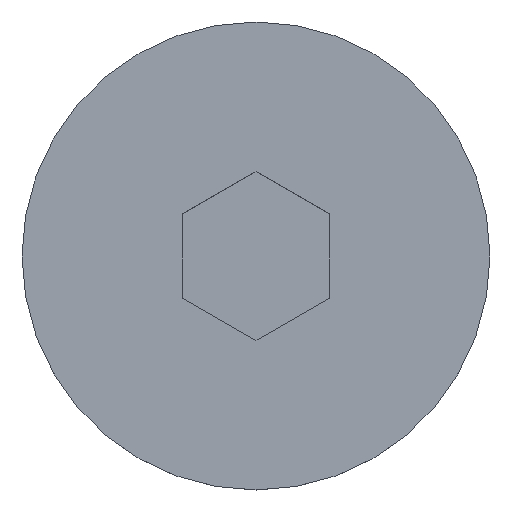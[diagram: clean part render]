
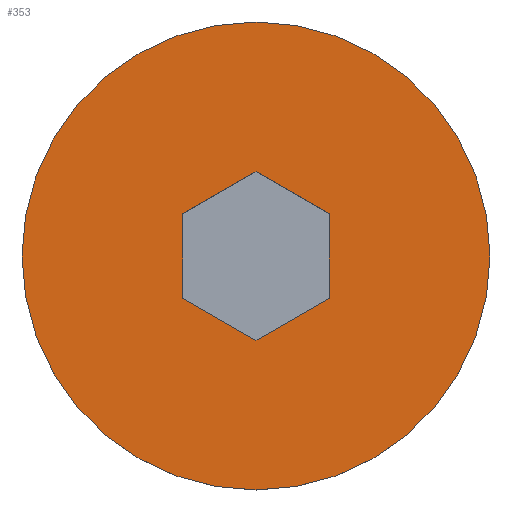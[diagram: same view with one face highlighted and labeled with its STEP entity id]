
A CAD part, top view. The second image highlights one B-rep face of the part: STEP entity #353.
In plain terms, the highlighted planar face has unit normal (0, 0, 1).
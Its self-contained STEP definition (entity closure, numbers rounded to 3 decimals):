
#1 = EDGE_LOOP ( 'NONE', ( #381, #221 ) ) ;
#7 = EDGE_CURVE ( 'NONE', #28, #499, #9, .T. ) ;
#9 = LINE ( 'NONE', #250, #422 ) ;
#13 = VECTOR ( 'NONE', #273, 1000. ) ;
#14 = PLANE ( 'NONE',  #461 ) ;
#18 = EDGE_LOOP ( 'NONE', ( #505, #21, #319, #497, #141, #110 ) ) ;
#21 = ORIENTED_EDGE ( 'NONE', *, *, #184, .T. ) ;
#22 = CARTESIAN_POINT ( 'NONE',  ( -1.25, 0.722, 0. ) ) ;
#24 = AXIS2_PLACEMENT_3D ( 'NONE', #69, #217, #100 ) ;
#28 = VERTEX_POINT ( 'NONE', #156 ) ;
#29 = AXIS2_PLACEMENT_3D ( 'NONE', #164, #208, #247 ) ;
#32 = CARTESIAN_POINT ( 'NONE',  ( 1.25, -0.722, 0. ) ) ;
#45 = VERTEX_POINT ( 'NONE', #160 ) ;
#61 = DIRECTION ( 'NONE',  ( 0.866, 0.5, 0. ) ) ;
#69 = CARTESIAN_POINT ( 'NONE',  ( 0., 0., 0. ) ) ;
#71 = VERTEX_POINT ( 'NONE', #201 ) ;
#73 = VERTEX_POINT ( 'NONE', #330 ) ;
#76 = EDGE_CURVE ( 'NONE', #294, #376, #289, .T. ) ;
#78 = FACE_OUTER_BOUND ( 'NONE', #1, .T. ) ;
#87 = EDGE_CURVE ( 'NONE', #45, #246, #209, .T. ) ;
#93 = VECTOR ( 'NONE', #61, 1000. ) ;
#99 = EDGE_CURVE ( 'NONE', #73, #28, #244, .T. ) ;
#100 = DIRECTION ( 'NONE',  ( 1., 0., 0. ) ) ;
#105 = LINE ( 'NONE', #32, #155 ) ;
#108 = LINE ( 'NONE', #426, #93 ) ;
#110 = ORIENTED_EDGE ( 'NONE', *, *, #99, .T. ) ;
#112 = CARTESIAN_POINT ( 'NONE',  ( -1.25, -0.722, 0. ) ) ;
#113 = DIRECTION ( 'NONE',  ( 1., 0., 0. ) ) ;
#116 = EDGE_CURVE ( 'NONE', #376, #294, #375, .T. ) ;
#136 = CARTESIAN_POINT ( 'NONE',  ( 1.25, -0.722, 0. ) ) ;
#141 = ORIENTED_EDGE ( 'NONE', *, *, #478, .T. ) ;
#155 = VECTOR ( 'NONE', #306, 1000. ) ;
#156 = CARTESIAN_POINT ( 'NONE',  ( 1.25, 0.722, 0. ) ) ;
#160 = CARTESIAN_POINT ( 'NONE',  ( -1.25, -0.722, 0. ) ) ;
#164 = CARTESIAN_POINT ( 'NONE',  ( 0., 0., 0. ) ) ;
#169 = VECTOR ( 'NONE', #328, 1000. ) ;
#184 = EDGE_CURVE ( 'NONE', #499, #71, #105, .T. ) ;
#193 = CARTESIAN_POINT ( 'NONE',  ( 4., 0., 0. ) ) ;
#201 = CARTESIAN_POINT ( 'NONE',  ( 0., -1.443, 0. ) ) ;
#208 = DIRECTION ( 'NONE',  ( 0., 0., -1. ) ) ;
#209 = LINE ( 'NONE', #22, #169 ) ;
#212 = EDGE_CURVE ( 'NONE', #71, #45, #219, .T. ) ;
#217 = DIRECTION ( 'NONE',  ( 0., 0., -1. ) ) ;
#219 = LINE ( 'NONE', #112, #365 ) ;
#221 = ORIENTED_EDGE ( 'NONE', *, *, #76, .F. ) ;
#227 = CARTESIAN_POINT ( 'NONE',  ( -4., 0., 0. ) ) ;
#244 = LINE ( 'NONE', #494, #13 ) ;
#246 = VERTEX_POINT ( 'NONE', #358 ) ;
#247 = DIRECTION ( 'NONE',  ( 1., 0., 0. ) ) ;
#250 = CARTESIAN_POINT ( 'NONE',  ( 1.25, -0.722, 0. ) ) ;
#273 = DIRECTION ( 'NONE',  ( 0.866, -0.5, 0. ) ) ;
#289 = CIRCLE ( 'NONE', #29, 4. ) ;
#294 = VERTEX_POINT ( 'NONE', #227 ) ;
#306 = DIRECTION ( 'NONE',  ( -0.866, -0.5, 0. ) ) ;
#319 = ORIENTED_EDGE ( 'NONE', *, *, #212, .T. ) ;
#328 = DIRECTION ( 'NONE',  ( 0., 1., 0. ) ) ;
#330 = CARTESIAN_POINT ( 'NONE',  ( 0., 1.443, 0. ) ) ;
#353 = ADVANCED_FACE ( 'NONE', ( #454, #78 ), #14, .T. ) ;
#358 = CARTESIAN_POINT ( 'NONE',  ( -1.25, 0.722, 0. ) ) ;
#361 = CARTESIAN_POINT ( 'NONE',  ( 2., 0., 0. ) ) ;
#365 = VECTOR ( 'NONE', #477, 1000. ) ;
#375 = CIRCLE ( 'NONE', #24, 4. ) ;
#376 = VERTEX_POINT ( 'NONE', #193 ) ;
#381 = ORIENTED_EDGE ( 'NONE', *, *, #116, .F. ) ;
#405 = DIRECTION ( 'NONE',  ( 0., 0., 1. ) ) ;
#412 = DIRECTION ( 'NONE',  ( 0., -1., 0. ) ) ;
#422 = VECTOR ( 'NONE', #412, 1000. ) ;
#426 = CARTESIAN_POINT ( 'NONE',  ( 0., 1.443, 0. ) ) ;
#454 = FACE_BOUND ( 'NONE', #18, .T. ) ;
#461 = AXIS2_PLACEMENT_3D ( 'NONE', #361, #405, #113 ) ;
#477 = DIRECTION ( 'NONE',  ( -0.866, 0.5, 0. ) ) ;
#478 = EDGE_CURVE ( 'NONE', #246, #73, #108, .T. ) ;
#494 = CARTESIAN_POINT ( 'NONE',  ( 1.25, 0.722, 0. ) ) ;
#497 = ORIENTED_EDGE ( 'NONE', *, *, #87, .T. ) ;
#499 = VERTEX_POINT ( 'NONE', #136 ) ;
#505 = ORIENTED_EDGE ( 'NONE', *, *, #7, .T. ) ;
